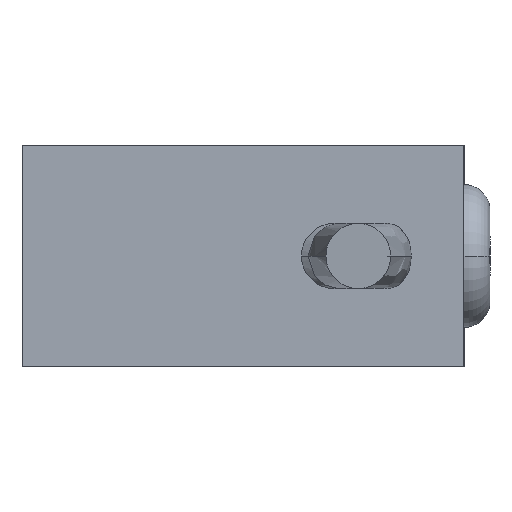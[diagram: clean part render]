
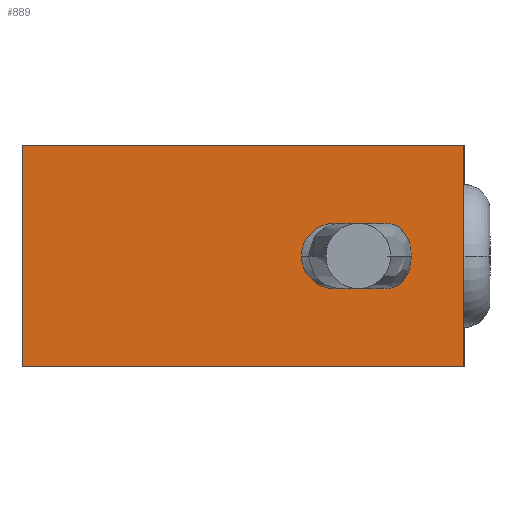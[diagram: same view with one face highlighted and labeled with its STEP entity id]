
A CAD part, left-side view. The second image highlights one B-rep face of the part: STEP entity #889.
In plain terms, the highlighted planar face has unit normal (-1, 0, 0).
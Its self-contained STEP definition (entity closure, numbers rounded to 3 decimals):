
#24 = CARTESIAN_POINT ( 'NONE',  ( 0., 17., -4.25 ) ) ;
#40 = EDGE_CURVE ( 'NONE', #863, #330, #347, .T. ) ;
#53 = CARTESIAN_POINT ( 'NONE',  ( 0., 17., 4.25 ) ) ;
#61 = VECTOR ( 'NONE', #676, 1000. ) ;
#123 = CARTESIAN_POINT ( 'NONE',  ( 0., 5., 0. ) ) ;
#142 = AXIS2_PLACEMENT_3D ( 'NONE', #809, #392, #881 ) ;
#161 = CARTESIAN_POINT ( 'NONE',  ( 0., 3.75, 0. ) ) ;
#162 = ORIENTED_EDGE ( 'NONE', *, *, #379, .F. ) ;
#166 = VECTOR ( 'NONE', #870, 1000. ) ;
#174 = EDGE_CURVE ( 'NONE', #726, #348, #867, .T. ) ;
#187 = DIRECTION ( 'NONE',  ( 0., -1., 0. ) ) ;
#190 = ORIENTED_EDGE ( 'NONE', *, *, #668, .T. ) ;
#221 = FACE_OUTER_BOUND ( 'NONE', #281, .T. ) ;
#240 = DIRECTION ( 'NONE',  ( 0., -1., 0. ) ) ;
#241 = LINE ( 'NONE', #804, #61 ) ;
#281 = EDGE_LOOP ( 'NONE', ( #190, #162, #645, #610 ) ) ;
#309 = CARTESIAN_POINT ( 'NONE',  ( 0., 17., 4.25 ) ) ;
#324 = DIRECTION ( 'NONE',  ( 1., 0., 0. ) ) ;
#330 = VERTEX_POINT ( 'NONE', #24 ) ;
#347 = LINE ( 'NONE', #309, #166 ) ;
#348 = VERTEX_POINT ( 'NONE', #161 ) ;
#359 = CARTESIAN_POINT ( 'NONE',  ( 0., 0., 4.25 ) ) ;
#379 = EDGE_CURVE ( 'NONE', #568, #435, #424, .T. ) ;
#392 = DIRECTION ( 'NONE',  ( -1., 0., 0. ) ) ;
#424 = LINE ( 'NONE', #656, #448 ) ;
#435 = VERTEX_POINT ( 'NONE', #632 ) ;
#448 = VECTOR ( 'NONE', #584, 1000. ) ;
#514 = LINE ( 'NONE', #526, #842 ) ;
#522 = EDGE_LOOP ( 'NONE', ( #759, #786 ) ) ;
#526 = CARTESIAN_POINT ( 'NONE',  ( 0., 17., -4.25 ) ) ;
#540 = PLANE ( 'NONE',  #798 ) ;
#568 = VERTEX_POINT ( 'NONE', #359 ) ;
#584 = DIRECTION ( 'NONE',  ( 0., 0., -1. ) ) ;
#596 = CARTESIAN_POINT ( 'NONE',  ( 0., 6.25, 0. ) ) ;
#610 = ORIENTED_EDGE ( 'NONE', *, *, #40, .T. ) ;
#612 = DIRECTION ( 'NONE',  ( -1., 0., 0. ) ) ;
#632 = CARTESIAN_POINT ( 'NONE',  ( 0., 0., -4.25 ) ) ;
#645 = ORIENTED_EDGE ( 'NONE', *, *, #799, .F. ) ;
#656 = CARTESIAN_POINT ( 'NONE',  ( 0., 0., 4.25 ) ) ;
#668 = EDGE_CURVE ( 'NONE', #330, #435, #514, .T. ) ;
#676 = DIRECTION ( 'NONE',  ( 0., -1., 0. ) ) ;
#683 = CARTESIAN_POINT ( 'NONE',  ( 0., 17., 4.25 ) ) ;
#726 = VERTEX_POINT ( 'NONE', #596 ) ;
#730 = FACE_BOUND ( 'NONE', #522, .T. ) ;
#751 = CIRCLE ( 'NONE', #755, 1.25 ) ;
#755 = AXIS2_PLACEMENT_3D ( 'NONE', #123, #612, #187 ) ;
#759 = ORIENTED_EDGE ( 'NONE', *, *, #892, .F. ) ;
#786 = ORIENTED_EDGE ( 'NONE', *, *, #174, .F. ) ;
#798 = AXIS2_PLACEMENT_3D ( 'NONE', #683, #324, #815 ) ;
#799 = EDGE_CURVE ( 'NONE', #863, #568, #241, .T. ) ;
#804 = CARTESIAN_POINT ( 'NONE',  ( 0., 17., 4.25 ) ) ;
#809 = CARTESIAN_POINT ( 'NONE',  ( 0., 5., 0. ) ) ;
#815 = DIRECTION ( 'NONE',  ( 0., 1., 0. ) ) ;
#842 = VECTOR ( 'NONE', #240, 1000. ) ;
#863 = VERTEX_POINT ( 'NONE', #53 ) ;
#867 = CIRCLE ( 'NONE', #142, 1.25 ) ;
#870 = DIRECTION ( 'NONE',  ( 0., 0., -1. ) ) ;
#881 = DIRECTION ( 'NONE',  ( 0., -1., 0. ) ) ;
#889 = ADVANCED_FACE ( 'NONE', ( #221, #730 ), #540, .F. ) ;
#892 = EDGE_CURVE ( 'NONE', #348, #726, #751, .T. ) ;
